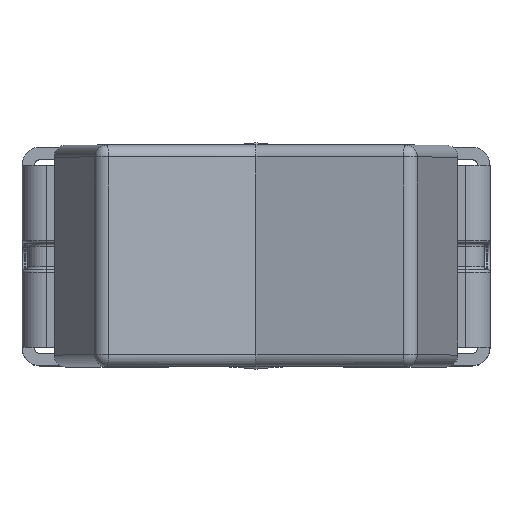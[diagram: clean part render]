
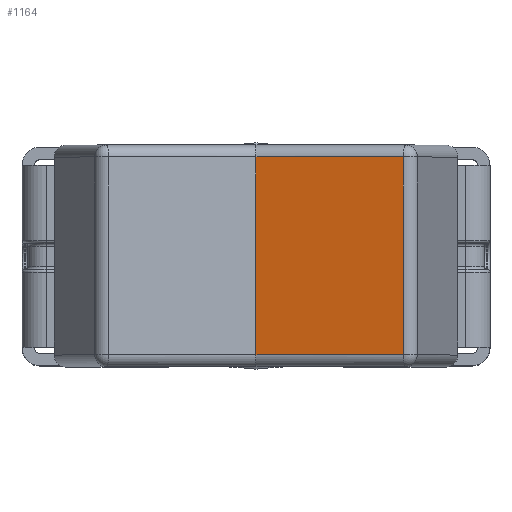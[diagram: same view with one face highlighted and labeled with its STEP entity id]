
A CAD part, top view. The second image highlights one B-rep face of the part: STEP entity #1164.
In plain terms, the highlighted planar face has unit normal (-0.208, 0, 0.978).
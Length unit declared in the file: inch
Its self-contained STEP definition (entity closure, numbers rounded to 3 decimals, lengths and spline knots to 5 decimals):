
#966=CARTESIAN_POINT('',(0.,-0.1628,0.77799));
#967=VERTEX_POINT('',#966);
#989=CARTESIAN_POINT('',(0.2423,-0.1628,0.82949));
#990=VERTEX_POINT('',#989);
#998=CARTESIAN_POINT('',(0.2423,-0.1628,0.82949));
#999=DIRECTION('',(-0.978,0.0,-0.208));
#1000=VECTOR('',#999,0.24771);
#1001=LINE('',#998,#1000);
#1002=EDGE_CURVE('',#990,#967,#1001,.T.);
#1123=CARTESIAN_POINT('',(0.,0.1628,0.77799));
#1124=VERTEX_POINT('',#1123);
#1125=CARTESIAN_POINT('',(0.,-0.1628,0.77799));
#1126=DIRECTION('',(0.0,1.0,0.0));
#1127=VECTOR('',#1126,0.32559);
#1128=LINE('',#1125,#1127);
#1129=EDGE_CURVE('',#967,#1124,#1128,.T.);
#1141=CARTESIAN_POINT('',(0.25441,-0.17907,0.83207));
#1142=DIRECTION('',(-0.208,0.0,0.978));
#1143=DIRECTION('',(0.978,0.0,0.208));
#1144=AXIS2_PLACEMENT_3D('',#1141,#1142,#1143);
#1145=PLANE('',#1144);
#1146=ORIENTED_EDGE('',*,*,#1002,.F.);
#1147=CARTESIAN_POINT('',(0.2423,0.1628,0.82949));
#1148=VERTEX_POINT('',#1147);
#1149=CARTESIAN_POINT('',(0.2423,-0.1628,0.82949));
#1150=DIRECTION('',(0.0,1.0,0.0));
#1151=VECTOR('',#1150,0.32559);
#1152=LINE('',#1149,#1151);
#1153=EDGE_CURVE('',#990,#1148,#1152,.T.);
#1154=ORIENTED_EDGE('',*,*,#1153,.T.);
#1155=CARTESIAN_POINT('',(0.,0.1628,0.77799));
#1156=DIRECTION('',(0.978,0.0,0.208));
#1157=VECTOR('',#1156,0.24771);
#1158=LINE('',#1155,#1157);
#1159=EDGE_CURVE('',#1124,#1148,#1158,.T.);
#1160=ORIENTED_EDGE('',*,*,#1159,.F.);
#1161=ORIENTED_EDGE('',*,*,#1129,.F.);
#1162=EDGE_LOOP('',(#1146,#1154,#1160,#1161));
#1163=FACE_OUTER_BOUND('',#1162,.T.);
#1164=ADVANCED_FACE('',(#1163),#1145,.T.);
